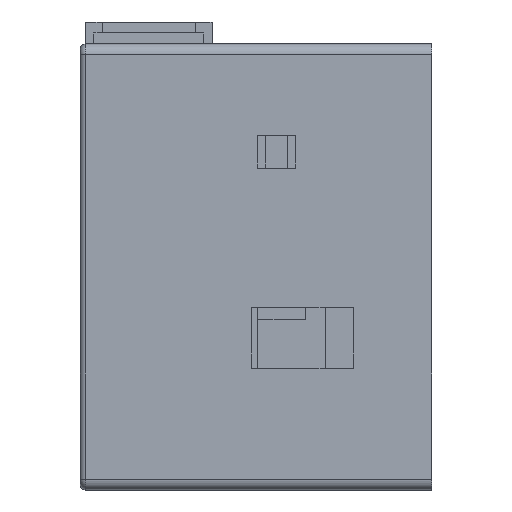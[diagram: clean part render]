
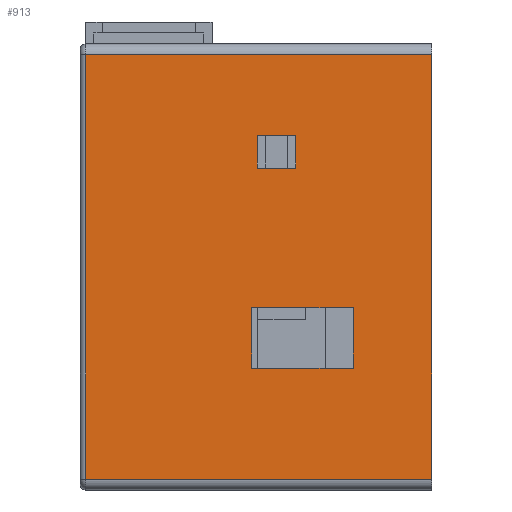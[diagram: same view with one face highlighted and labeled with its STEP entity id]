
A CAD part, left-side view. The second image highlights one B-rep face of the part: STEP entity #913.
In plain terms, the highlighted planar face has unit normal (-1, 0, 0).
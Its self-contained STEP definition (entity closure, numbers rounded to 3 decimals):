
#17 = VECTOR ( 'NONE', #2227, 1000. ) ;
#18 = VECTOR ( 'NONE', #62, 1000. ) ;
#62 = DIRECTION ( 'NONE',  ( 0., 0., 1. ) ) ;
#126 = CARTESIAN_POINT ( 'NONE',  ( -60.503, -28.195, -38.065 ) ) ;
#175 = FACE_BOUND ( 'NONE', #2800, .T. ) ;
#230 = LINE ( 'NONE', #478, #822 ) ;
#232 = EDGE_LOOP ( 'NONE', ( #665, #722, #2775, #1966 ) ) ;
#290 = DIRECTION ( 'NONE',  ( 0., 0., -1. ) ) ;
#365 = CARTESIAN_POINT ( 'NONE',  ( -60.503, 3., -23.462 ) ) ;
#376 = CARTESIAN_POINT ( 'NONE',  ( -60.503, -28.195, -24.462 ) ) ;
#431 = VERTEX_POINT ( 'NONE', #739 ) ;
#474 = CARTESIAN_POINT ( 'NONE',  ( -60.503, -60., -23.462 ) ) ;
#478 = CARTESIAN_POINT ( 'NONE',  ( -60.503, 3., -24.462 ) ) ;
#509 = LINE ( 'NONE', #1765, #3167 ) ;
#523 = DIRECTION ( 'NONE',  ( 0., -1., 0. ) ) ;
#606 = VERTEX_POINT ( 'NONE', #2553 ) ;
#650 = ORIENTED_EDGE ( 'NONE', *, *, #2541, .F. ) ;
#665 = ORIENTED_EDGE ( 'NONE', *, *, #2989, .T. ) ;
#667 = ORIENTED_EDGE ( 'NONE', *, *, #2548, .T. ) ;
#702 = VECTOR ( 'NONE', #3325, 1000. ) ;
#722 = ORIENTED_EDGE ( 'NONE', *, *, #2805, .T. ) ;
#723 = CARTESIAN_POINT ( 'NONE',  ( -60.503, -27.195, -69.462 ) ) ;
#739 = CARTESIAN_POINT ( 'NONE',  ( -60.503, -27.195, -80.462 ) ) ;
#804 = CARTESIAN_POINT ( 'NONE',  ( -60.503, -35.195, -44.065 ) ) ;
#822 = VECTOR ( 'NONE', #2492, 1000. ) ;
#907 = ORIENTED_EDGE ( 'NONE', *, *, #2949, .T. ) ;
#913 = ADVANCED_FACE ( 'NONE', ( #175, #2806, #1416 ), #3254, .F. ) ;
#931 = VECTOR ( 'NONE', #1036, 1000. ) ;
#975 = DIRECTION ( 'NONE',  ( 0., -1., 0. ) ) ;
#1017 = CARTESIAN_POINT ( 'NONE',  ( -60.503, -60., -100.651 ) ) ;
#1036 = DIRECTION ( 'NONE',  ( 0., 0., -1. ) ) ;
#1072 = VERTEX_POINT ( 'NONE', #2161 ) ;
#1116 = CARTESIAN_POINT ( 'NONE',  ( -60.503, -60., -44.065 ) ) ;
#1215 = VERTEX_POINT ( 'NONE', #365 ) ;
#1220 = CARTESIAN_POINT ( 'NONE',  ( -60.503, 4., -23.462 ) ) ;
#1238 = VECTOR ( 'NONE', #2837, 1000. ) ;
#1318 = LINE ( 'NONE', #3119, #1238 ) ;
#1353 = VERTEX_POINT ( 'NONE', #1573 ) ;
#1363 = VECTOR ( 'NONE', #2133, 1000. ) ;
#1365 = LINE ( 'NONE', #2599, #18 ) ;
#1416 = FACE_OUTER_BOUND ( 'NONE', #2986, .T. ) ;
#1449 = DIRECTION ( 'NONE',  ( 0., 0., -1. ) ) ;
#1468 = CARTESIAN_POINT ( 'NONE',  ( -60.503, -60., -38.065 ) ) ;
#1537 = ORIENTED_EDGE ( 'NONE', *, *, #2584, .T. ) ;
#1573 = CARTESIAN_POINT ( 'NONE',  ( -60.503, -45.695, -69.462 ) ) ;
#1599 = VERTEX_POINT ( 'NONE', #2642 ) ;
#1670 = LINE ( 'NONE', #2840, #931 ) ;
#1710 = CARTESIAN_POINT ( 'NONE',  ( -60.503, -60., -24.462 ) ) ;
#1715 = VERTEX_POINT ( 'NONE', #2155 ) ;
#1750 = LINE ( 'NONE', #1017, #2439 ) ;
#1765 = CARTESIAN_POINT ( 'NONE',  ( -60.503, -60., -69.462 ) ) ;
#1793 = ORIENTED_EDGE ( 'NONE', *, *, #2941, .T. ) ;
#1939 = VERTEX_POINT ( 'NONE', #723 ) ;
#1966 = ORIENTED_EDGE ( 'NONE', *, *, #2839, .T. ) ;
#1991 = VECTOR ( 'NONE', #290, 1000. ) ;
#2007 = VERTEX_POINT ( 'NONE', #2328 ) ;
#2020 = DIRECTION ( 'NONE',  ( 0., -1., 0. ) ) ;
#2032 = LINE ( 'NONE', #1116, #1363 ) ;
#2082 = VERTEX_POINT ( 'NONE', #474 ) ;
#2117 = LINE ( 'NONE', #376, #17 ) ;
#2133 = DIRECTION ( 'NONE',  ( 0., 1., 0. ) ) ;
#2155 = CARTESIAN_POINT ( 'NONE',  ( -60.503, -45.695, -80.462 ) ) ;
#2161 = CARTESIAN_POINT ( 'NONE',  ( -60.503, -35.195, -38.065 ) ) ;
#2227 = DIRECTION ( 'NONE',  ( 0., 0., 1. ) ) ;
#2228 = LINE ( 'NONE', #1710, #2865 ) ;
#2235 = CARTESIAN_POINT ( 'NONE',  ( -60.503, -45.695, -24.462 ) ) ;
#2317 = ORIENTED_EDGE ( 'NONE', *, *, #2827, .T. ) ;
#2328 = CARTESIAN_POINT ( 'NONE',  ( -60.503, -28.195, -44.065 ) ) ;
#2439 = VECTOR ( 'NONE', #523, 1000. ) ;
#2492 = DIRECTION ( 'NONE',  ( 0., 0., -1. ) ) ;
#2541 = EDGE_CURVE ( 'NONE', #2082, #1599, #2228, .T. ) ;
#2548 = EDGE_CURVE ( 'NONE', #1215, #606, #230, .T. ) ;
#2553 = CARTESIAN_POINT ( 'NONE',  ( -60.503, 3., -100.651 ) ) ;
#2584 = EDGE_CURVE ( 'NONE', #1353, #1715, #2707, .T. ) ;
#2599 = CARTESIAN_POINT ( 'NONE',  ( -60.503, -27.195, -24.462 ) ) ;
#2602 = EDGE_CURVE ( 'NONE', #1715, #431, #1318, .T. ) ;
#2615 = VERTEX_POINT ( 'NONE', #804 ) ;
#2642 = CARTESIAN_POINT ( 'NONE',  ( -60.503, -60., -100.651 ) ) ;
#2667 = LINE ( 'NONE', #1468, #3291 ) ;
#2671 = ORIENTED_EDGE ( 'NONE', *, *, #2602, .T. ) ;
#2707 = LINE ( 'NONE', #2235, #1991 ) ;
#2741 = LINE ( 'NONE', #1220, #702 ) ;
#2775 = ORIENTED_EDGE ( 'NONE', *, *, #2817, .T. ) ;
#2800 = EDGE_LOOP ( 'NONE', ( #1537, #2671, #3351, #1793 ) ) ;
#2805 = EDGE_CURVE ( 'NONE', #2615, #2007, #2032, .T. ) ;
#2806 = FACE_BOUND ( 'NONE', #232, .T. ) ;
#2817 = EDGE_CURVE ( 'NONE', #2007, #2819, #2117, .T. ) ;
#2819 = VERTEX_POINT ( 'NONE', #126 ) ;
#2827 = EDGE_CURVE ( 'NONE', #2082, #1215, #2741, .T. ) ;
#2837 = DIRECTION ( 'NONE',  ( 0., 1., 0. ) ) ;
#2839 = EDGE_CURVE ( 'NONE', #2819, #1072, #2667, .T. ) ;
#2840 = CARTESIAN_POINT ( 'NONE',  ( -60.503, -35.195, -24.462 ) ) ;
#2860 = AXIS2_PLACEMENT_3D ( 'NONE', #3026, #2964, #2927 ) ;
#2865 = VECTOR ( 'NONE', #1449, 1000. ) ;
#2927 = DIRECTION ( 'NONE',  ( 0., 0., -1. ) ) ;
#2941 = EDGE_CURVE ( 'NONE', #1939, #1353, #509, .T. ) ;
#2949 = EDGE_CURVE ( 'NONE', #606, #1599, #1750, .T. ) ;
#2964 = DIRECTION ( 'NONE',  ( 1., 0., 0. ) ) ;
#2986 = EDGE_LOOP ( 'NONE', ( #2317, #667, #907, #650 ) ) ;
#2989 = EDGE_CURVE ( 'NONE', #1072, #2615, #1670, .T. ) ;
#3026 = CARTESIAN_POINT ( 'NONE',  ( -60.503, -60., -24.462 ) ) ;
#3028 = EDGE_CURVE ( 'NONE', #431, #1939, #1365, .T. ) ;
#3119 = CARTESIAN_POINT ( 'NONE',  ( -60.503, -60., -80.462 ) ) ;
#3167 = VECTOR ( 'NONE', #2020, 1000. ) ;
#3254 = PLANE ( 'NONE',  #2860 ) ;
#3291 = VECTOR ( 'NONE', #975, 1000. ) ;
#3325 = DIRECTION ( 'NONE',  ( 0., 1., 0. ) ) ;
#3351 = ORIENTED_EDGE ( 'NONE', *, *, #3028, .T. ) ;
